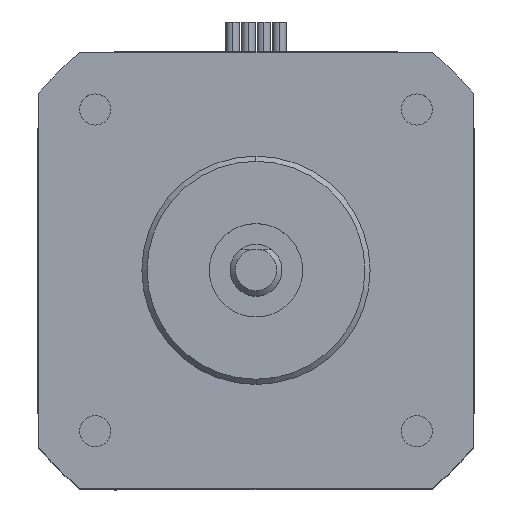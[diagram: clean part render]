
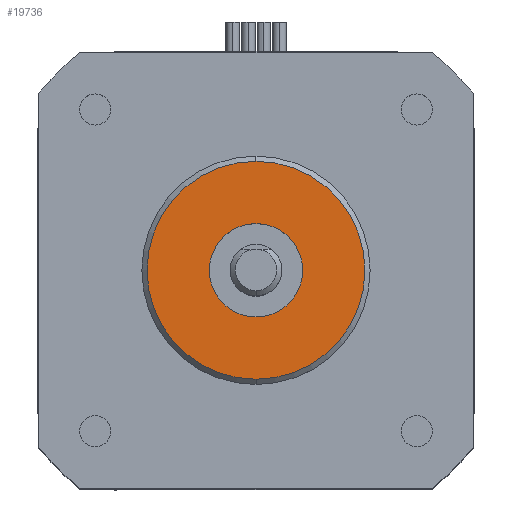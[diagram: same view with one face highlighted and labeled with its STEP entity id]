
A CAD part, top view. The second image highlights one B-rep face of the part: STEP entity #19736.
In plain terms, the highlighted planar face has unit normal (0, 0, 1).
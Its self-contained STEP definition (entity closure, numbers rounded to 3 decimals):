
#2508 = DIRECTION ( 'NONE',  ( 0., 0., -1. ) ) ;
#3034 = DIRECTION ( 'NONE',  ( 0., 0., -1. ) ) ;
#3308 = VERTEX_POINT ( 'NONE', #23732 ) ;
#3427 = ORIENTED_EDGE ( 'NONE', *, *, #28039, .T. ) ;
#4243 = AXIS2_PLACEMENT_3D ( 'NONE', #27928, #11788, #30660 ) ;
#4778 = FACE_OUTER_BOUND ( 'NONE', #25576, .T. ) ;
#8676 = EDGE_LOOP ( 'NONE', ( #3427, #21974 ) ) ;
#9152 = CIRCLE ( 'NONE', #11991, 4.5 ) ;
#10709 = CARTESIAN_POINT ( 'NONE',  ( 0., 0., 39.9 ) ) ;
#11012 = ORIENTED_EDGE ( 'NONE', *, *, #18234, .T. ) ;
#11788 = DIRECTION ( 'NONE',  ( 0., 0., 1. ) ) ;
#11991 = AXIS2_PLACEMENT_3D ( 'NONE', #19157, #3034, #21858 ) ;
#12358 = CARTESIAN_POINT ( 'NONE',  ( 10.5, 0., 39.9 ) ) ;
#13208 = VERTEX_POINT ( 'NONE', #14977 ) ;
#13392 = DIRECTION ( 'NONE',  ( 1., 0., 0. ) ) ;
#14977 = CARTESIAN_POINT ( 'NONE',  ( -10.5, 0., 39.9 ) ) ;
#15089 = CIRCLE ( 'NONE', #27205, 10.5 ) ;
#15373 = CARTESIAN_POINT ( 'NONE',  ( 0., 0., 39.9 ) ) ;
#16082 = EDGE_CURVE ( 'NONE', #27221, #3308, #9152, .T. ) ;
#16932 = CARTESIAN_POINT ( 'NONE',  ( -4.5, 0., 39.9 ) ) ;
#17631 = CIRCLE ( 'NONE', #32615, 10.5 ) ;
#18002 = VERTEX_POINT ( 'NONE', #12358 ) ;
#18097 = DIRECTION ( 'NONE',  ( 1., 0., 0. ) ) ;
#18234 = EDGE_CURVE ( 'NONE', #18002, #13208, #15089, .T. ) ;
#18630 = CARTESIAN_POINT ( 'NONE',  ( 0., 0., 39.9 ) ) ;
#19157 = CARTESIAN_POINT ( 'NONE',  ( 0., 0., 39.9 ) ) ;
#19736 = ADVANCED_FACE ( 'NONE', ( #4778, #32645 ), #27698, .T. ) ;
#20249 = ORIENTED_EDGE ( 'NONE', *, *, #32390, .T. ) ;
#21318 = DIRECTION ( 'NONE',  ( 1., 0., 0. ) ) ;
#21472 = AXIS2_PLACEMENT_3D ( 'NONE', #18630, #2508, #21318 ) ;
#21858 = DIRECTION ( 'NONE',  ( 1., 0., 0. ) ) ;
#21974 = ORIENTED_EDGE ( 'NONE', *, *, #16082, .T. ) ;
#23732 = CARTESIAN_POINT ( 'NONE',  ( 4.5, 0., 39.9 ) ) ;
#25576 = EDGE_LOOP ( 'NONE', ( #20249, #11012 ) ) ;
#27172 = CIRCLE ( 'NONE', #21472, 4.5 ) ;
#27205 = AXIS2_PLACEMENT_3D ( 'NONE', #10709, #29566, #13392 ) ;
#27221 = VERTEX_POINT ( 'NONE', #16932 ) ;
#27698 = PLANE ( 'NONE',  #4243 ) ;
#27928 = CARTESIAN_POINT ( 'NONE',  ( 0., 0., 39.9 ) ) ;
#28039 = EDGE_CURVE ( 'NONE', #3308, #27221, #27172, .T. ) ;
#29566 = DIRECTION ( 'NONE',  ( 0., 0., 1. ) ) ;
#30660 = DIRECTION ( 'NONE',  ( 1., 0., 0. ) ) ;
#32390 = EDGE_CURVE ( 'NONE', #13208, #18002, #17631, .T. ) ;
#32615 = AXIS2_PLACEMENT_3D ( 'NONE', #15373, #34244, #18097 ) ;
#32645 = FACE_BOUND ( 'NONE', #8676, .T. ) ;
#34244 = DIRECTION ( 'NONE',  ( 0., 0., 1. ) ) ;
